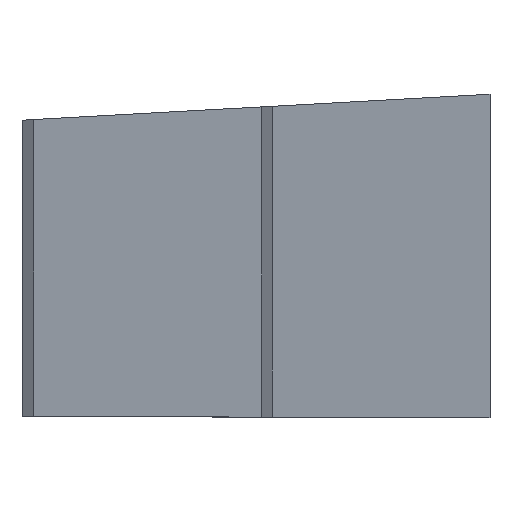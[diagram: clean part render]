
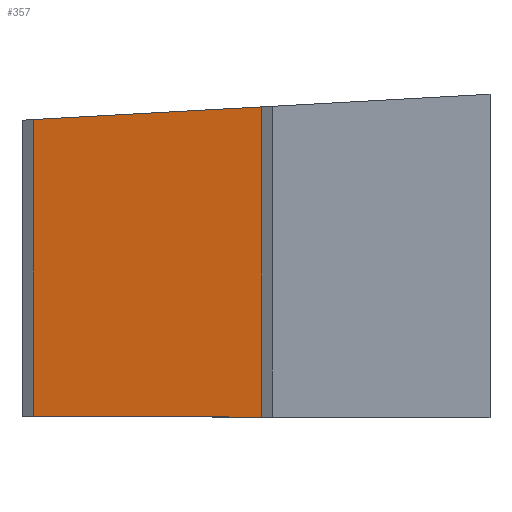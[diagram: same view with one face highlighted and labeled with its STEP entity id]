
A CAD part, top view. The second image highlights one B-rep face of the part: STEP entity #357.
In plain terms, the highlighted planar face has unit normal (0.851, 0, 0.526).
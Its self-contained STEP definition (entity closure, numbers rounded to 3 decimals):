
#357 = ADVANCED_FACE('',(#358),#372,.T.);
#358 = FACE_BOUND('',#359,.T.);
#359 = EDGE_LOOP('',(#360,#393,#419,#445));
#360 = ORIENTED_EDGE('',*,*,#361,.T.);
#361 = EDGE_CURVE('',#362,#364,#366,.T.);
#362 = VERTEX_POINT('',#363);
#363 = CARTESIAN_POINT('',(11716.172,0.,4426.573));
#364 = VERTEX_POINT('',#365);
#365 = CARTESIAN_POINT('',(12175.54,0.,3683.309));
#366 = SURFACE_CURVE('',#367,(#371,#382),.PCURVE_S1.);
#367 = LINE('',#368,#369);
#368 = CARTESIAN_POINT('',(12134.544,0.,3749.64));
#369 = VECTOR('',#370,1.);
#370 = DIRECTION('',(0.526,0.,-0.851));
#371 = PCURVE('',#372,#377);
#372 = PLANE('',#373);
#373 = AXIS2_PLACEMENT_3D('',#374,#375,#376);
#374 = CARTESIAN_POINT('',(10457.485,0.,6463.149));
#375 = DIRECTION('',(0.851,0.,0.526));
#376 = DIRECTION('',(0.,-1.,0.));
#377 = DEFINITIONAL_REPRESENTATION('',(#378),#381);
#378 = B_SPLINE_CURVE_WITH_KNOTS('',1,(#379,#380),.UNSPECIFIED.,.F.,.F.,
  (2,2),(-883.161,165.354),.PIECEWISE_BEZIER_KNOTS.);
#379 = CARTESIAN_POINT('',(0.,2306.77));
#380 = CARTESIAN_POINT('',(0.,3355.285));
#381 = ( GEOMETRIC_REPRESENTATION_CONTEXT(2) 
PARAMETRIC_REPRESENTATION_CONTEXT() REPRESENTATION_CONTEXT('2D SPACE',''
  ) );
#382 = PCURVE('',#383,#388);
#383 = PLANE('',#384);
#384 = AXIS2_PLACEMENT_3D('',#385,#386,#387);
#385 = CARTESIAN_POINT('',(0.,0.,-7500.));
#386 = DIRECTION('',(0.,-1.,-0.));
#387 = DIRECTION('',(1.,0.,0.));
#388 = DEFINITIONAL_REPRESENTATION('',(#389),#392);
#389 = B_SPLINE_CURVE_WITH_KNOTS('',1,(#390,#391),.UNSPECIFIED.,.F.,.F.,
  (2,2),(-883.161,165.354),.PIECEWISE_BEZIER_KNOTS.);
#390 = CARTESIAN_POINT('',(11670.236,12000.899));
#391 = CARTESIAN_POINT('',(12221.476,11108.982));
#392 = ( GEOMETRIC_REPRESENTATION_CONTEXT(2) 
PARAMETRIC_REPRESENTATION_CONTEXT() REPRESENTATION_CONTEXT('2D SPACE',''
  ) );
#393 = ORIENTED_EDGE('',*,*,#394,.T.);
#394 = EDGE_CURVE('',#364,#395,#397,.T.);
#395 = VERTEX_POINT('',#396);
#396 = CARTESIAN_POINT('',(12175.54,624.813,
    3683.309));
#397 = SURFACE_CURVE('',#398,(#402,#408),.PCURVE_S1.);
#398 = LINE('',#399,#400);
#399 = CARTESIAN_POINT('',(12175.54,11.139,
    3683.309));
#400 = VECTOR('',#401,1.);
#401 = DIRECTION('',(0.,1.,0.));
#402 = PCURVE('',#372,#403);
#403 = DEFINITIONAL_REPRESENTATION('',(#404),#407);
#404 = B_SPLINE_CURVE_WITH_KNOTS('',1,(#405,#406),.UNSPECIFIED.,.F.,.F.,
  (2,2),(-682.913,778.381),.PIECEWISE_BEZIER_KNOTS.);
#405 = CARTESIAN_POINT('',(671.775,3267.909));
#406 = CARTESIAN_POINT('',(-789.52,3267.909));
#407 = ( GEOMETRIC_REPRESENTATION_CONTEXT(2) 
PARAMETRIC_REPRESENTATION_CONTEXT() REPRESENTATION_CONTEXT('2D SPACE',''
  ) );
#408 = PCURVE('',#409,#414);
#409 = PLANE('',#410);
#410 = AXIS2_PLACEMENT_3D('',#411,#412,#413);
#411 = CARTESIAN_POINT('',(11363.495,22.278,
    3181.432));
#412 = DIRECTION('',(-0.526,0.,0.851));
#413 = DIRECTION('',(0.851,0.,0.526));
#414 = DEFINITIONAL_REPRESENTATION('',(#415),#418);
#415 = B_SPLINE_CURVE_WITH_KNOTS('',1,(#416,#417),.UNSPECIFIED.,.F.,.F.,
  (2,2),(-682.913,778.381),.PIECEWISE_BEZIER_KNOTS.);
#416 = CARTESIAN_POINT('',(954.619,-694.052));
#417 = CARTESIAN_POINT('',(954.619,767.242));
#418 = ( GEOMETRIC_REPRESENTATION_CONTEXT(2) 
PARAMETRIC_REPRESENTATION_CONTEXT() REPRESENTATION_CONTEXT('2D SPACE',''
  ) );
#419 = ORIENTED_EDGE('',*,*,#420,.T.);
#420 = EDGE_CURVE('',#395,#421,#423,.T.);
#421 = VERTEX_POINT('',#422);
#422 = CARTESIAN_POINT('',(11716.172,598.058,
    4426.573));
#423 = SURFACE_CURVE('',#424,(#428,#434),.PCURVE_S1.);
#424 = LINE('',#425,#426);
#425 = CARTESIAN_POINT('',(10449.046,524.257,
    6476.805));
#426 = VECTOR('',#427,1.);
#427 = DIRECTION('',(-0.525,-0.031,0.85)
  );
#428 = PCURVE('',#372,#429);
#429 = DEFINITIONAL_REPRESENTATION('',(#430),#433);
#430 = B_SPLINE_CURVE_WITH_KNOTS('',1,(#431,#432),.UNSPECIFIED.,.F.,.F.,
  (2,2),(-12005640.457,12005608.336),
  .PIECEWISE_BEZIER_KNOTS.);
#431 = CARTESIAN_POINT('',(-367971.555,12000000.));
#432 = CARTESIAN_POINT('',(366922.059,-12000000.));
#433 = ( GEOMETRIC_REPRESENTATION_CONTEXT(2) 
PARAMETRIC_REPRESENTATION_CONTEXT() REPRESENTATION_CONTEXT('2D SPACE',''
  ) );
#434 = PCURVE('',#435,#440);
#435 = PLANE('',#436);
#436 = AXIS2_PLACEMENT_3D('',#437,#438,#439);
#437 = CARTESIAN_POINT('',(4.895,-84.046,0.));
#438 = DIRECTION('',(0.058,-0.998,0.));
#439 = DIRECTION('',(0.,0.,-1.));
#440 = DEFINITIONAL_REPRESENTATION('',(#441),#444);
#441 = B_SPLINE_CURVE_WITH_KNOTS('',1,(#442,#443),.UNSPECIFIED.,.F.,.F.,
  (2,2),(-12005640.457,12005608.336),
  .PIECEWISE_BEZIER_KNOTS.);
#442 = CARTESIAN_POINT('',(10201316.83,6329983.343));
#443 = CARTESIAN_POINT('',(-10214243.129,-6309042.734));
#444 = ( GEOMETRIC_REPRESENTATION_CONTEXT(2) 
PARAMETRIC_REPRESENTATION_CONTEXT() REPRESENTATION_CONTEXT('2D SPACE',''
  ) );
#445 = ORIENTED_EDGE('',*,*,#446,.T.);
#446 = EDGE_CURVE('',#421,#362,#447,.T.);
#447 = SURFACE_CURVE('',#448,(#452,#458),.PCURVE_S1.);
#448 = LINE('',#449,#450);
#449 = CARTESIAN_POINT('',(11716.172,-10.098,
    4426.573));
#450 = VECTOR('',#451,1.);
#451 = DIRECTION('',(0.,-1.,0.));
#452 = PCURVE('',#372,#453);
#453 = DEFINITIONAL_REPRESENTATION('',(#454),#457);
#454 = B_SPLINE_CURVE_WITH_KNOTS('',1,(#455,#456),.UNSPECIFIED.,.F.,.F.,
  (2,2),(-781.132,643.216),.PIECEWISE_BEZIER_KNOTS.);
#455 = CARTESIAN_POINT('',(-771.033,2394.146));
#456 = CARTESIAN_POINT('',(653.314,2394.146));
#457 = ( GEOMETRIC_REPRESENTATION_CONTEXT(2) 
PARAMETRIC_REPRESENTATION_CONTEXT() REPRESENTATION_CONTEXT('2D SPACE',''
  ) );
#458 = PCURVE('',#459,#464);
#459 = PLANE('',#460);
#460 = AXIS2_PLACEMENT_3D('',#461,#462,#463);
#461 = CARTESIAN_POINT('',(-6932.039,-20.197,
    -9874.187));
#462 = DIRECTION('',(0.609,0.,-0.794));
#463 = DIRECTION('',(0.,-1.,0.));
#464 = DEFINITIONAL_REPRESENTATION('',(#465),#468);
#465 = B_SPLINE_CURVE_WITH_KNOTS('',1,(#466,#467),.UNSPECIFIED.,.F.,.F.,
  (2,2),(-781.132,643.216),.PIECEWISE_BEZIER_KNOTS.);
#466 = CARTESIAN_POINT('',(-791.23,-23500.372));
#467 = CARTESIAN_POINT('',(633.118,-23500.372));
#468 = ( GEOMETRIC_REPRESENTATION_CONTEXT(2) 
PARAMETRIC_REPRESENTATION_CONTEXT() REPRESENTATION_CONTEXT('2D SPACE',''
  ) );
